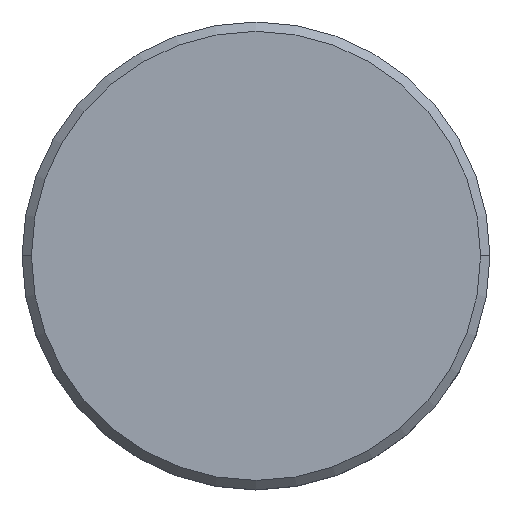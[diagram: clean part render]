
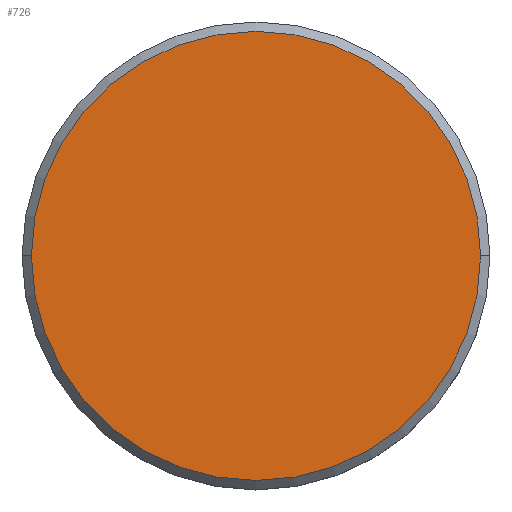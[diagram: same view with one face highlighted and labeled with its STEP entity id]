
A CAD part, top view. The second image highlights one B-rep face of the part: STEP entity #726.
In plain terms, the highlighted planar face has unit normal (0, 0, 1).
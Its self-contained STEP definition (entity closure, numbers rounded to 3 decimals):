
#1 = CARTESIAN_POINT ( 'NONE',  ( 0., 0., 0. ) ) ;
#53 = CARTESIAN_POINT ( 'NONE',  ( 0., 0., 0. ) ) ;
#66 = DIRECTION ( 'NONE',  ( 1., 0., 0. ) ) ;
#88 = CARTESIAN_POINT ( 'NONE',  ( 12., 0., 0. ) ) ;
#133 = EDGE_CURVE ( 'NONE', #1019, #853, #818, .T. ) ;
#149 = EDGE_CURVE ( 'NONE', #853, #1019, #311, .T. ) ;
#210 = DIRECTION ( 'NONE',  ( 0., 0., 1. ) ) ;
#234 = CARTESIAN_POINT ( 'NONE',  ( -12., 0., 0. ) ) ;
#311 = CIRCLE ( 'NONE', #977, 12. ) ;
#376 = ORIENTED_EDGE ( 'NONE', *, *, #133, .T. ) ;
#445 = AXIS2_PLACEMENT_3D ( 'NONE', #1025, #210, #906 ) ;
#522 = DIRECTION ( 'NONE',  ( 0., 0., 1. ) ) ;
#527 = AXIS2_PLACEMENT_3D ( 'NONE', #1, #522, #66 ) ;
#568 = EDGE_LOOP ( 'NONE', ( #1116, #376 ) ) ;
#726 = ADVANCED_FACE ( 'NONE', ( #812 ), #791, .T. ) ;
#791 = PLANE ( 'NONE',  #527 ) ;
#812 = FACE_OUTER_BOUND ( 'NONE', #568, .T. ) ;
#818 = CIRCLE ( 'NONE', #445, 12. ) ;
#853 = VERTEX_POINT ( 'NONE', #234 ) ;
#906 = DIRECTION ( 'NONE',  ( 1., 0., 0. ) ) ;
#977 = AXIS2_PLACEMENT_3D ( 'NONE', #53, #1146, #1125 ) ;
#1019 = VERTEX_POINT ( 'NONE', #88 ) ;
#1025 = CARTESIAN_POINT ( 'NONE',  ( 0., 0., 0. ) ) ;
#1116 = ORIENTED_EDGE ( 'NONE', *, *, #149, .T. ) ;
#1125 = DIRECTION ( 'NONE',  ( 1., 0., 0. ) ) ;
#1146 = DIRECTION ( 'NONE',  ( 0., 0., 1. ) ) ;
